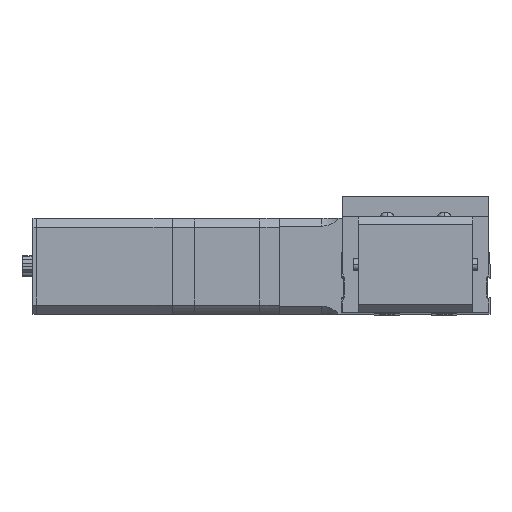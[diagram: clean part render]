
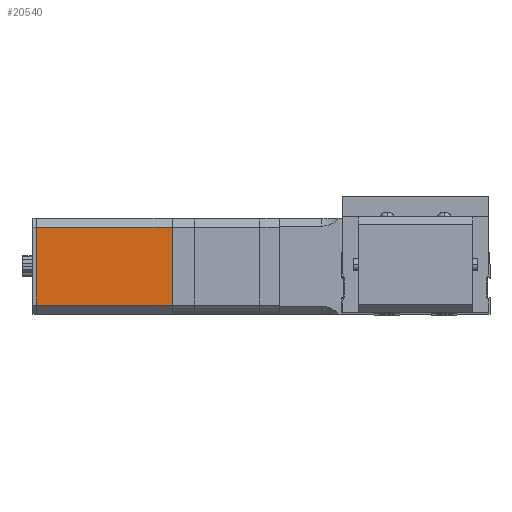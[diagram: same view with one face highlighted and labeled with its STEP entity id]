
A CAD part, top view. The second image highlights one B-rep face of the part: STEP entity #20540.
In plain terms, the highlighted face is planar.
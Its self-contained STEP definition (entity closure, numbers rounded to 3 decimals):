
#822 = DIRECTION ( 'NONE',  ( 0., 1., 0. ) ) ;
#1140 = ORIENTED_EDGE ( 'NONE', *, *, #10370, .T. ) ;
#3017 = LINE ( 'NONE', #26167, #26263 ) ;
#4007 = PLANE ( 'NONE',  #22456 ) ;
#4975 = DIRECTION ( 'NONE',  ( 0., 0., 1. ) ) ;
#5697 = EDGE_CURVE ( 'NONE', #13558, #8603, #6266, .T. ) ;
#5701 = LINE ( 'NONE', #18594, #7325 ) ;
#6266 = LINE ( 'NONE', #19666, #24384 ) ;
#7281 = VERTEX_POINT ( 'NONE', #11044 ) ;
#7325 = VECTOR ( 'NONE', #27578, 1000. ) ;
#7422 = LINE ( 'NONE', #8606, #9579 ) ;
#8603 = VERTEX_POINT ( 'NONE', #10811 ) ;
#8606 = CARTESIAN_POINT ( 'NONE',  ( -31., 17., -106.25 ) ) ;
#9579 = VECTOR ( 'NONE', #822, 1000. ) ;
#10370 = EDGE_CURVE ( 'NONE', #7281, #13558, #3017, .T. ) ;
#10811 = CARTESIAN_POINT ( 'NONE',  ( -31., 17., -47. ) ) ;
#11044 = CARTESIAN_POINT ( 'NONE',  ( -31., -17., -106.25 ) ) ;
#12278 = ORIENTED_EDGE ( 'NONE', *, *, #15391, .F. ) ;
#13558 = VERTEX_POINT ( 'NONE', #16852 ) ;
#15265 = CARTESIAN_POINT ( 'NONE',  ( -31., 17., -106.25 ) ) ;
#15391 = EDGE_CURVE ( 'NONE', #7281, #15780, #7422, .T. ) ;
#15780 = VERTEX_POINT ( 'NONE', #15265 ) ;
#16523 = DIRECTION ( 'NONE',  ( 0., 1., 0. ) ) ;
#16852 = CARTESIAN_POINT ( 'NONE',  ( -31., -17., -47. ) ) ;
#18298 = DIRECTION ( 'NONE',  ( 0., 1., 0. ) ) ;
#18594 = CARTESIAN_POINT ( 'NONE',  ( -31., 17., -106.25 ) ) ;
#19666 = CARTESIAN_POINT ( 'NONE',  ( -31., 17., -47. ) ) ;
#20050 = ORIENTED_EDGE ( 'NONE', *, *, #21873, .F. ) ;
#20540 = ADVANCED_FACE ( 'NONE', ( #25339 ), #4007, .F. ) ;
#20848 = CARTESIAN_POINT ( 'NONE',  ( -31., 17., -106.25 ) ) ;
#21856 = ORIENTED_EDGE ( 'NONE', *, *, #5697, .T. ) ;
#21873 = EDGE_CURVE ( 'NONE', #15780, #8603, #5701, .T. ) ;
#22456 = AXIS2_PLACEMENT_3D ( 'NONE', #20848, #24797, #18298 ) ;
#24384 = VECTOR ( 'NONE', #16523, 1000. ) ;
#24797 = DIRECTION ( 'NONE',  ( 1., 0., 0. ) ) ;
#25339 = FACE_OUTER_BOUND ( 'NONE', #27318, .T. ) ;
#26167 = CARTESIAN_POINT ( 'NONE',  ( -31., -17., -106.25 ) ) ;
#26263 = VECTOR ( 'NONE', #4975, 1000. ) ;
#27318 = EDGE_LOOP ( 'NONE', ( #21856, #20050, #12278, #1140 ) ) ;
#27578 = DIRECTION ( 'NONE',  ( 0., 0., 1. ) ) ;
